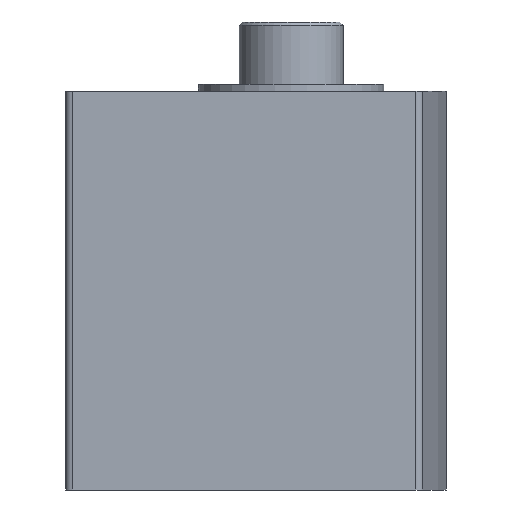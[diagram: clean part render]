
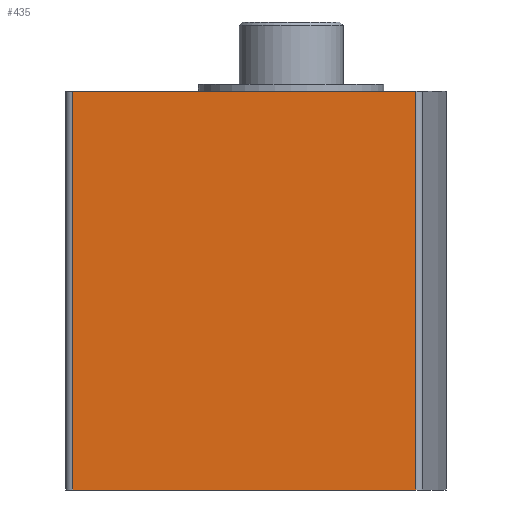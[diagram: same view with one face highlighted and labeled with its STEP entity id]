
A CAD part, left-side view. The second image highlights one B-rep face of the part: STEP entity #435.
In plain terms, the highlighted planar face has unit normal (-1, 0, 0).
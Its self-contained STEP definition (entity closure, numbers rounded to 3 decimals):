
#84=ORIENTED_EDGE('',*,*,#182,.F.);
#85=ORIENTED_EDGE('',*,*,#183,.F.);
#86=ORIENTED_EDGE('',*,*,#184,.T.);
#87=ORIENTED_EDGE('',*,*,#185,.T.);
#182=EDGE_CURVE('',#231,#232,#272,.T.);
#183=EDGE_CURVE('',#233,#231,#273,.T.);
#184=EDGE_CURVE('',#233,#234,#274,.T.);
#185=EDGE_CURVE('',#234,#232,#275,.T.);
#231=VERTEX_POINT('',#727);
#232=VERTEX_POINT('',#728);
#233=VERTEX_POINT('',#730);
#234=VERTEX_POINT('',#732);
#272=LINE('',#726,#286);
#273=LINE('',#729,#287);
#274=LINE('',#731,#288);
#275=LINE('',#733,#289);
#286=VECTOR('',#570,1000.);
#287=VECTOR('',#571,1000.);
#288=VECTOR('',#572,1000.);
#289=VECTOR('',#573,1000.);
#300=EDGE_LOOP('',(#84,#85,#86,#87));
#360=FACE_BOUND('',#300,.T.);
#420=PLANE('',#495);
#435=ADVANCED_FACE('',(#360),#420,.T.);
#495=AXIS2_PLACEMENT_3D('',#725,#568,#569);
#568=DIRECTION('',(-1.,0.,0.));
#569=DIRECTION('',(0.,0.,1.));
#570=DIRECTION('',(0.,-1.,0.));
#571=DIRECTION('',(0.,0.,1.));
#572=DIRECTION('',(0.,-1.,0.));
#573=DIRECTION('',(0.,0.,1.));
#725=CARTESIAN_POINT('',(-10.,12.6,-23.));
#726=CARTESIAN_POINT('',(-10.,12.6,0.));
#727=CARTESIAN_POINT('',(-10.,12.6,0.));
#728=CARTESIAN_POINT('',(-10.,-7.199,0.));
#729=CARTESIAN_POINT('',(-10.,12.6,-23.));
#730=CARTESIAN_POINT('',(-10.,12.6,-23.));
#731=CARTESIAN_POINT('',(-10.,12.6,-23.));
#732=CARTESIAN_POINT('',(-10.,-7.199,-23.));
#733=CARTESIAN_POINT('',(-10.,-7.199,-23.));
